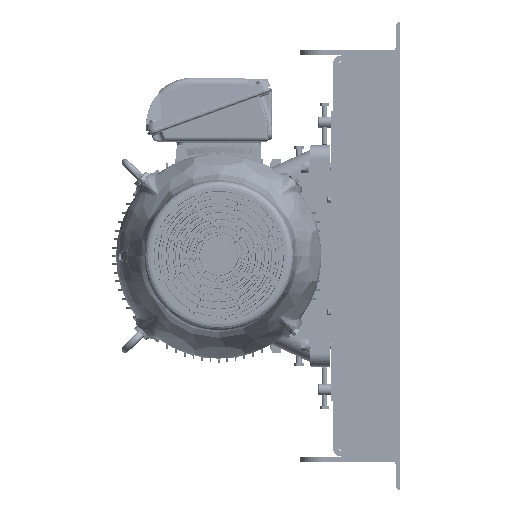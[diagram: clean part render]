
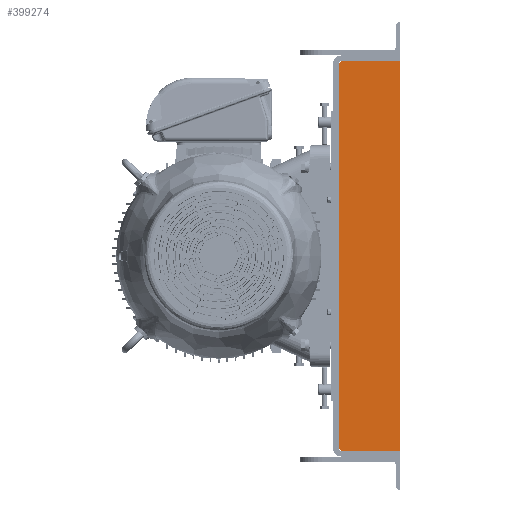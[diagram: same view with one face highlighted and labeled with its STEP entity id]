
A CAD part, left-side view. The second image highlights one B-rep face of the part: STEP entity #399274.
In plain terms, the highlighted planar face has unit normal (-1, 0, 0).
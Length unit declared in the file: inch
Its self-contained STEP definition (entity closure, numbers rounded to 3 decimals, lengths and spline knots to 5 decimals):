
#6693 = LINE ( 'NONE', #165232, #135264 ) ;
#13562 = LINE ( 'NONE', #229087, #344106 ) ;
#18433 = ORIENTED_EDGE ( 'NONE', *, *, #469545, .T. ) ;
#21529 = VECTOR ( 'NONE', #457273, 39.37008 ) ;
#27786 = CARTESIAN_POINT ( 'NONE',  ( 0., 5.25, -0.5 ) ) ;
#71641 = LINE ( 'NONE', #126079, #499451 ) ;
#75773 = LINE ( 'NONE', #117911, #328381 ) ;
#77563 = PLANE ( 'NONE',  #531575 ) ;
#84111 = CARTESIAN_POINT ( 'NONE',  ( 0., 5.5, -0.75 ) ) ;
#94512 = ORIENTED_EDGE ( 'NONE', *, *, #103053, .T. ) ;
#97109 = VERTEX_POINT ( 'NONE', #204894 ) ;
#103053 = EDGE_CURVE ( 'NONE', #167845, #97109, #6693, .T. ) ;
#105774 = DIRECTION ( 'NONE',  ( 0., 1., 0. ) ) ;
#108533 = EDGE_CURVE ( 'NONE', #97109, #350312, #75773, .T. ) ;
#112702 = DIRECTION ( 'NONE',  ( 0., 0.707, -0.707 ) ) ;
#116399 = DIRECTION ( 'NONE',  ( 0., -1., 0. ) ) ;
#117911 = CARTESIAN_POINT ( 'NONE',  ( 0., 0., -35.5 ) ) ;
#120800 = DIRECTION ( 'NONE',  ( 0., -0.707, -0.707 ) ) ;
#126079 = CARTESIAN_POINT ( 'NONE',  ( 0., 5.5, -35.25 ) ) ;
#135264 = VECTOR ( 'NONE', #116399, 39.37008 ) ;
#150660 = FACE_OUTER_BOUND ( 'NONE', #364381, .T. ) ;
#156828 = VERTEX_POINT ( 'NONE', #450347 ) ;
#157471 = LINE ( 'NONE', #290631, #21529 ) ;
#165232 = CARTESIAN_POINT ( 'NONE',  ( 0., 5.25, -35.5 ) ) ;
#167845 = VERTEX_POINT ( 'NONE', #480566 ) ;
#199738 = EDGE_CURVE ( 'NONE', #393378, #202735, #157471, .T. ) ;
#202735 = VERTEX_POINT ( 'NONE', #313713 ) ;
#204894 = CARTESIAN_POINT ( 'NONE',  ( 0., 0., -35.5 ) ) ;
#217488 = EDGE_CURVE ( 'NONE', #202735, #167845, #71641, .T. ) ;
#229087 = CARTESIAN_POINT ( 'NONE',  ( 0., 0., -0.5 ) ) ;
#244260 = CARTESIAN_POINT ( 'NONE',  ( 0., 0., 0. ) ) ;
#249575 = DIRECTION ( 'NONE',  ( -1., 0., 0. ) ) ;
#281745 = ORIENTED_EDGE ( 'NONE', *, *, #350348, .T. ) ;
#290631 = CARTESIAN_POINT ( 'NONE',  ( 0., 5.5, -0.75 ) ) ;
#299880 = ORIENTED_EDGE ( 'NONE', *, *, #199738, .T. ) ;
#313713 = CARTESIAN_POINT ( 'NONE',  ( 0., 5.5, -35.25 ) ) ;
#328381 = VECTOR ( 'NONE', #407785, 39.37008 ) ;
#344106 = VECTOR ( 'NONE', #105774, 39.37008 ) ;
#345779 = VECTOR ( 'NONE', #112702, 39.37008 ) ;
#350312 = VERTEX_POINT ( 'NONE', #479089 ) ;
#350348 = EDGE_CURVE ( 'NONE', #350312, #156828, #13562, .T. ) ;
#364381 = EDGE_LOOP ( 'NONE', ( #94512, #394054, #281745, #18433, #299880, #382328 ) ) ;
#382328 = ORIENTED_EDGE ( 'NONE', *, *, #217488, .T. ) ;
#393378 = VERTEX_POINT ( 'NONE', #84111 ) ;
#394054 = ORIENTED_EDGE ( 'NONE', *, *, #108533, .T. ) ;
#399274 = ADVANCED_FACE ( 'NONE', ( #150660 ), #77563, .T. ) ;
#407785 = DIRECTION ( 'NONE',  ( 0., 0., 1. ) ) ;
#450347 = CARTESIAN_POINT ( 'NONE',  ( 0., 5.25, -0.5 ) ) ;
#457273 = DIRECTION ( 'NONE',  ( 0., 0., -1. ) ) ;
#469048 = LINE ( 'NONE', #27786, #345779 ) ;
#469545 = EDGE_CURVE ( 'NONE', #156828, #393378, #469048, .T. ) ;
#479089 = CARTESIAN_POINT ( 'NONE',  ( 0., 0., -0.5 ) ) ;
#480566 = CARTESIAN_POINT ( 'NONE',  ( 0., 5.25, -35.5 ) ) ;
#499451 = VECTOR ( 'NONE', #120800, 39.37008 ) ;
#531575 = AXIS2_PLACEMENT_3D ( 'NONE', #244260, #249575, #533967 ) ;
#533967 = DIRECTION ( 'NONE',  ( 0., 0., 1. ) ) ;
